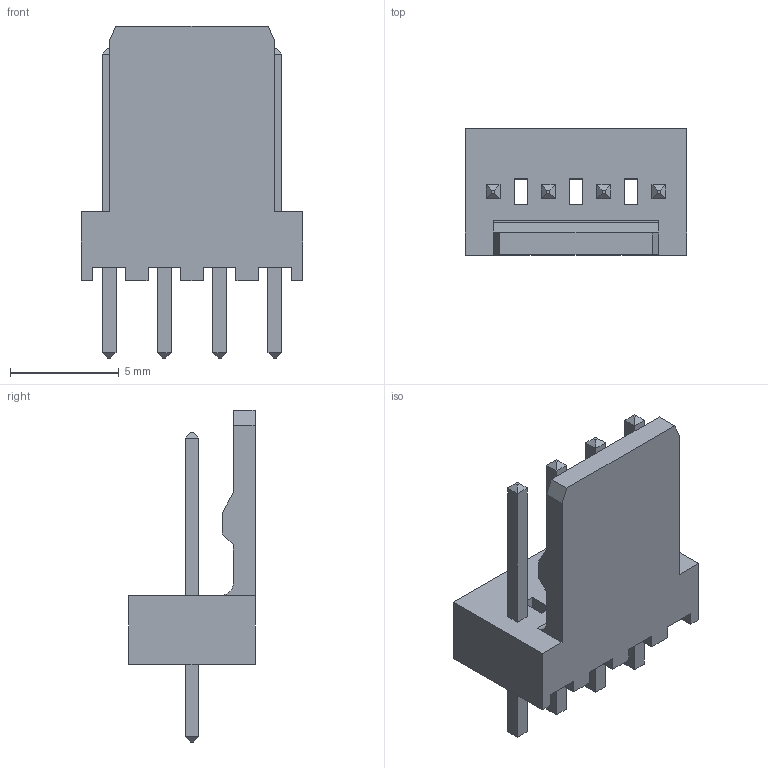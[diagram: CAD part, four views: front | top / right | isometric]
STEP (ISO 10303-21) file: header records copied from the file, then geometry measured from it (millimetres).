
FILE_DESCRIPTION(/* description */ ('model of Molex_KK-254_AE-6410-04A_1x04_P2.54mm_Vertical'),/* implementation_level */ '2;1');
FILE_NAME(/* name */ 'Molex_KK-254_AE-6410-04A_1x04_P2.54mm_Vertical.step',/* time_stamp */ '2017-12-04T15:10:18',/* author */ ('Ray Benitez',''),/* organization */ (''),/* preprocessor_version */ '',/* originating_system */ '',/* authorisation */ '');
FILE_SCHEMA(('AUTOMOTIVE_DESIGN { 1 0 10303 214 1 1 1 1 }'));
Length unit declared in the file: millimetre
Products named in the file (1): Molex_AE_6410_04A
Bounding box: 10.16 x 5.8 x 15.26 mm (x, y, z)
Volume: 249.5 mm3; surface area: 533.7 mm2
Topology: 1 solids, 1 shells, 117 faces, 289 edges, 182 vertices
Faces by surface type: plane 116, cylinder 1
Entity records: 2361 total; most frequent: ORIENTED_EDGE 453, CARTESIAN_POINT 390, EDGE_CURVE 289, LINE 262, VERTEX_POINT 182, FACE_BOUND 131, EDGE_LOOP 131, ADVANCED_FACE 117
